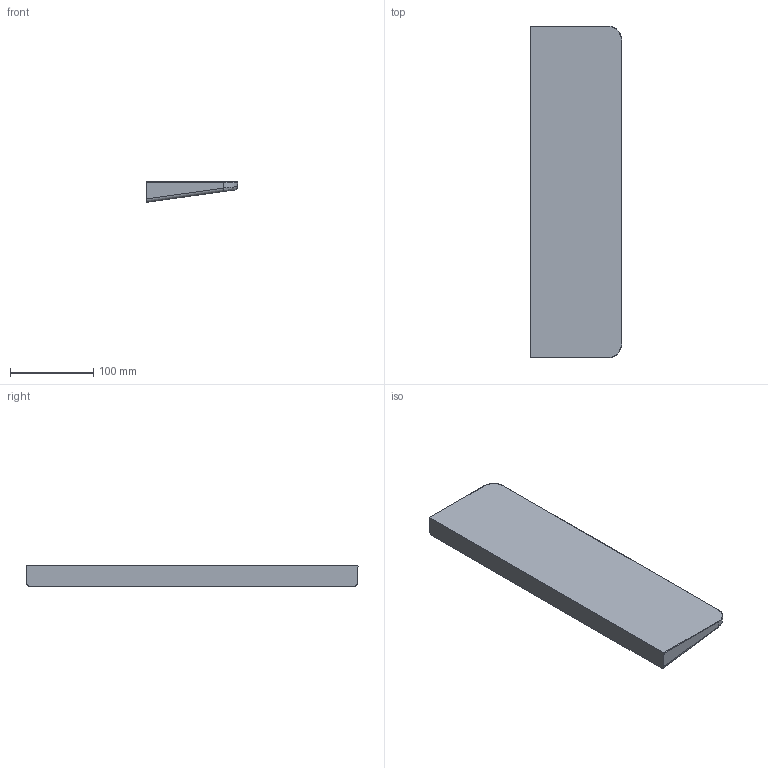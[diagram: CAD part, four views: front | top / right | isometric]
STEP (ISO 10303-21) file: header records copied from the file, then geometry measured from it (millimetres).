
FILE_DESCRIPTION(('CAx-IF Rec.Pracs.---Model Styling and Organization---1.2---2011-12-15','CAx-IF Rec.Pracs.---Geometric and Assembly Validation Properties---4.1---2014-06-16','CAx-IF Rec.Pracs.---PMI Polyline Presentation---2.0---2013-05-24'),'2;1');
FILE_NAME('1000148758_PPR_000.stp','2021-02-01T07:14:39+01:00',(''),(''),'STEP Interface 4.3 by CT CoreTechnologie','3D_Evolution4.3 by CT CoreTechnologie','');
FILE_SCHEMA(('AP203_CONFIGURATION_CONTROLLED_3D_DESIGN_OF_MECHANICAL_PARTS_AND_ASSEMBLIES_MIM_LF'));
Length unit declared in the file: millimetre
Products named in the file (3): P_2 AX Universal Circular Ablage 1000148758_PPR_000_A1; P_2 Shelf 400 mm B&O chassis revised3 1000150667_PPA_000_A0; P_2 Deckplatte Shelf 400 B&O revised 3 1000150668_PPA_000_A0
Assembly tree (2 placements, depth 2):
  P_2 AX Universal Circular Ablage 1000148758_PPR_000_A1
    P_2 Shelf 400 mm B&O chassis revised3 1000150667_PPA_000_A0
    P_2 Deckplatte Shelf 400 B&O revised 3 1000150668_PPA_000_A0
Bounding box: 109.99 x 399.96 x 24.96 mm (x, y, z)
Volume: 668843.5 mm3; surface area: 184302.6 mm2
Topology: 2 solids, 2 shells, 77 faces, 184 edges, 112 vertices
Faces by surface type: cylinder 38, plane 23, bspline 16
Entity records: 4785 total; most frequent: CARTESIAN_POINT 1938, ORIENTED_EDGE 368, DIRECTION 366, EDGE_CURVE 184, AXIS2_PLACEMENT_3D 137, VERTEX_POINT 112, VECTOR 92, LINE 92
